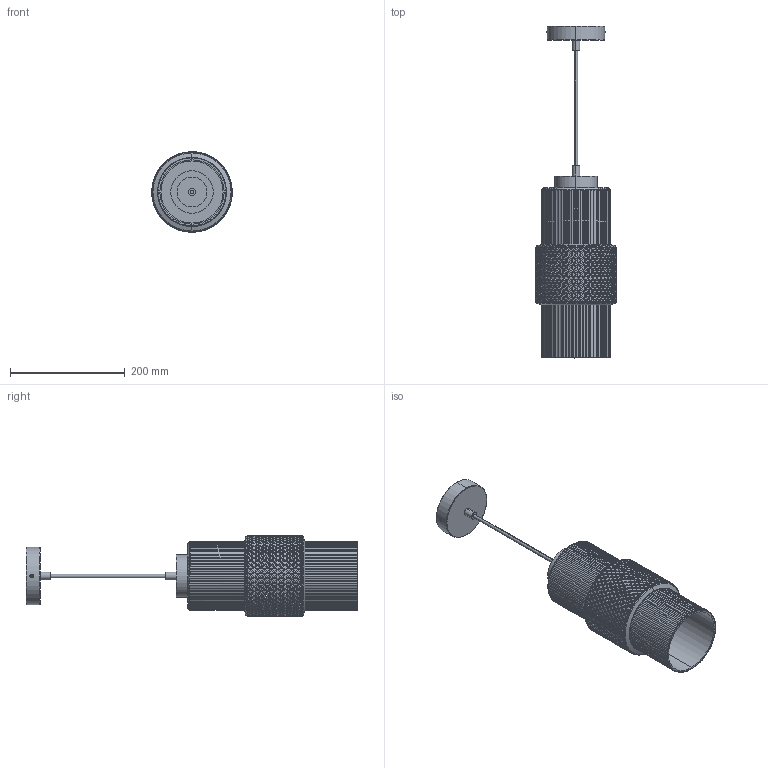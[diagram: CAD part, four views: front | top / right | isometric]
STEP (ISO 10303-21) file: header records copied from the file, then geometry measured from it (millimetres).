
FILE_DESCRIPTION (( 'STEP AP203' ), '1' );
FILE_NAME ('LG 5P._exported.step', '2025-02-09T08:18:11', ( '' ), ( '' ), 'SwSTEP 2.0', 'SolidWorks 2023', '' );
FILE_SCHEMA (( 'CONFIG_CONTROL_DESIGN' ));
Products named in the file (1): LG 5P._exported
Bounding box: 140 x 577.5 x 140 mm (x, y, z)
Surface area: 227953.9 mm2 (no closed solid volume)
Topology: 0 solids, 222 shells, 5722 faces, 16638 edges, 11064 vertices
Faces by surface type: bspline 4323, cylinder 1194, torus 110, plane 79, cone 8, sphere 8
Entity records: 284576 total; most frequent: CARTESIAN_POINT 183796, ORIENTED_EDGE 27176, EDGE_CURVE 16638, B_SPLINE_CURVE_WITH_KNOTS 15375, VERTEX_POINT 11064, EDGE_LOOP 6590, FACE_OUTER_BOUND 5722, ADVANCED_FACE 5722
